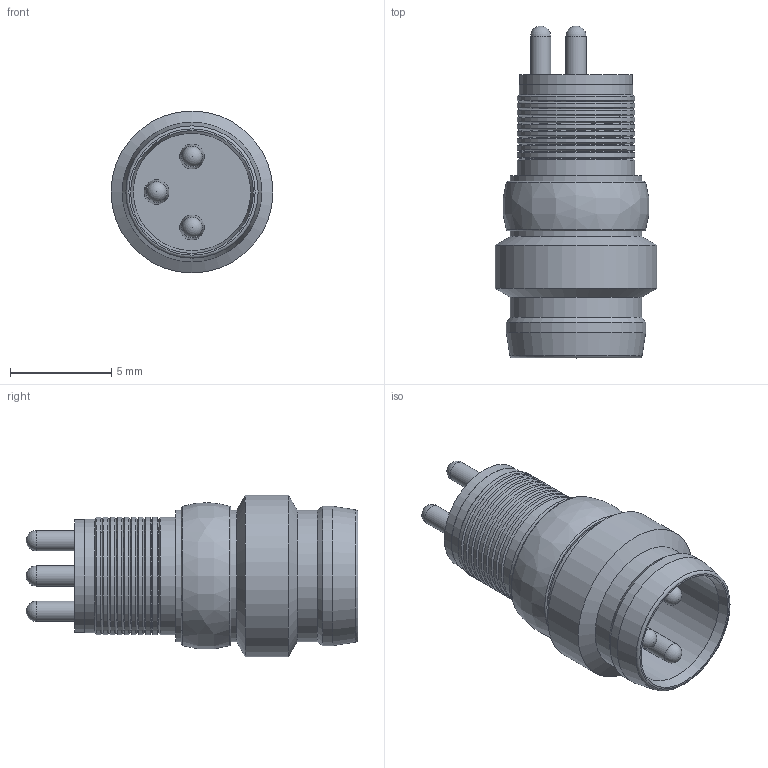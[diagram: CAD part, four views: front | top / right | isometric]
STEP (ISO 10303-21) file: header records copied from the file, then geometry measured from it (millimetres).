
FILE_DESCRIPTION(/* description */ (''),/* implementation_level */ '2;1');
FILE_NAME(/* name */ 'ESGP3P.stp',/* time_stamp */ '2018-09-12T17:57:20+02:00',/* author */ (''),/* organization */ (''),/* preprocessor_version */ 'ST-DEVELOPER v16',/* originating_system */ 'SIEMENS PLM Software NX 10.0',/* authorisation */ '');
FILE_SCHEMA (('AUTOMOTIVE_DESIGN { 1 0 10303 214 3 1 1 1 }'));
Length unit declared in the file: millimetre
Products named in the file (1): ESGP3P
Bounding box: 8 x 16.4 x 8 mm (x, y, z)
Volume: 375.7 mm3; surface area: 559.7 mm2
Topology: 1 solids, 1 shells, 72 faces, 163 edges, 101 vertices
Faces by surface type: cone 28, cylinder 24, plane 10, sphere 6, torus 3, bspline 1
Full cylindrical faces by diameter (mm): 1 x6, 5.575 x1, 5.6 x1, 5.8 x11, 6.5 x3, 6.9 x1, 8 x1
Entity records: 1481 total; most frequent: DIRECTION 286, CARTESIAN_POINT 242, AXIS2_PLACEMENT_3D 143, EDGE_LOOP 142, ORIENTED_EDGE 142, FACE_BOUND 136, ADVANCED_FACE 72, VERTEX_POINT 71
